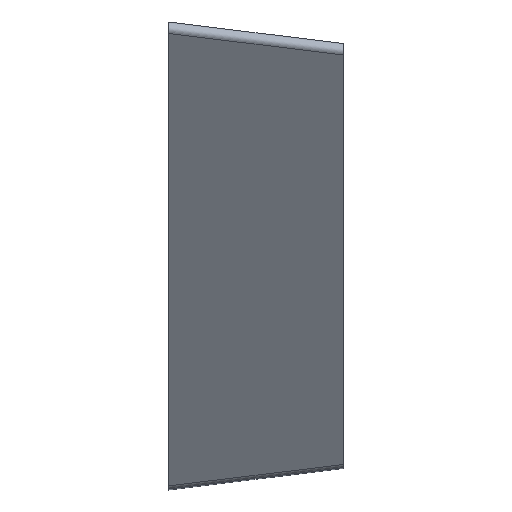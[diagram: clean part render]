
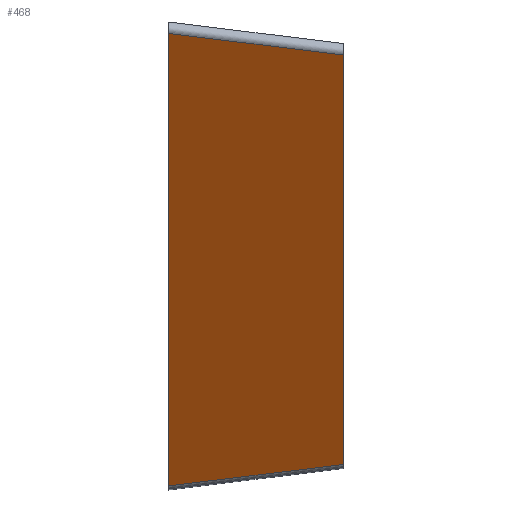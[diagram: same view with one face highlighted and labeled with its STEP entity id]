
A CAD part, top view. The second image highlights one B-rep face of the part: STEP entity #468.
In plain terms, the highlighted planar face has unit normal (0.122, -0.569, 0.813).
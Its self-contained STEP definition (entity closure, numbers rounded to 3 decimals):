
#82=CARTESIAN_POINT('',(0.,6.194,12.089));
#91=DIRECTION('',(0.,-0.819,-0.574));
#92=VECTOR('',#91,7.51);
#93=CARTESIAN_POINT('',(0.,6.194,12.089));
#94=LINE('',#93,#92);
#101=CARTESIAN_POINT('',(0.,0.042,7.782));
#150=DIRECTION('',(-0.991,-0.122,0.063));
#151=VECTOR('',#150,2.403);
#152=CARTESIAN_POINT('',(2.38,0.335,7.629));
#153=LINE('',#152,#151);
#157=DIRECTION('',(-0.966,0.119,0.228));
#158=VECTOR('',#157,2.463);
#159=CARTESIAN_POINT('',(2.38,5.902,11.528));
#160=LINE('',#159,#158);
#164=DIRECTION('',(0.,0.819,0.574));
#165=VECTOR('',#164,6.796);
#166=CARTESIAN_POINT('',(2.38,0.335,7.629));
#167=LINE('',#166,#165);
#220=CARTESIAN_POINT('',(2.38,5.902,11.528));
#361=VERTEX_POINT('',#101);
#362=CARTESIAN_POINT('',(2.38,0.335,7.629));
#363=VERTEX_POINT('',#362);
#365=VERTEX_POINT('',#82);
#369=VERTEX_POINT('',#220);
#455=CARTESIAN_POINT('',(0.,0.,7.752));
#456=DIRECTION('',(0.122,-0.569,0.813));
#457=DIRECTION('',(0.,-0.819,-0.574));
#458=AXIS2_PLACEMENT_3D('',#455,#456,#457);
#459=PLANE('',#458);
#460=ORIENTED_EDGE('',*,*,#447,.T.);
#461=ORIENTED_EDGE('',*,*,#390,.F.);
#463=ORIENTED_EDGE('',*,*,#462,.F.);
#465=ORIENTED_EDGE('',*,*,#464,.F.);
#466=EDGE_LOOP('',(#460,#461,#463,#465));
#467=FACE_OUTER_BOUND('',#466,.F.);
#390=EDGE_CURVE('',#365,#361,#94,.T.);
#447=EDGE_CURVE('',#363,#361,#153,.T.);
#462=EDGE_CURVE('',#369,#365,#160,.T.);
#464=EDGE_CURVE('',#363,#369,#167,.T.);
#468=ADVANCED_FACE('',(#467),#459,.T.);
